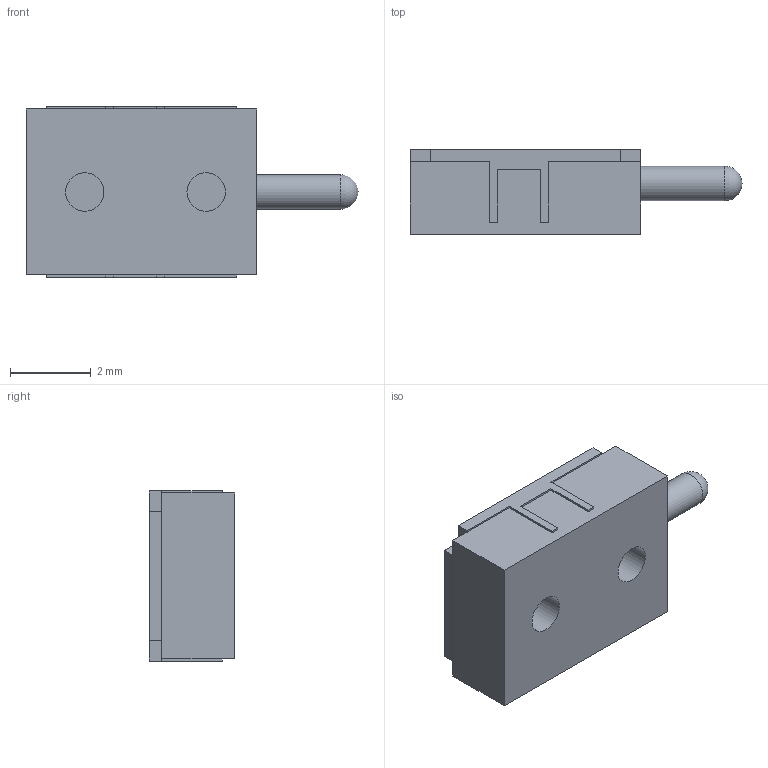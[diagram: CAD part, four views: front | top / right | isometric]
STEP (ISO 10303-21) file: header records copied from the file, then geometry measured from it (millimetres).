
FILE_DESCRIPTION(/* description */ (''),/* implementation_level */ '2;1');
FILE_NAME(/* name */ 'B4_DepSW v3.step',/* time_stamp */ '2021-05-20T07:26:56+09:00',/* author */ (''),/* organization */ (''),/* preprocessor_version */ 'ST-DEVELOPER v18.1',/* originating_system */ 'Autodesk Translation Framework v10.6.0.1341',/* authorisation */ '');
FILE_SCHEMA (('AUTOMOTIVE_DESIGN { 1 0 10303 214 3 1 1 }'));
Length unit declared in the file: millimetre
Products named in the file (3): B4_DepSW; DS_switch; DS_brace
Assembly tree (2 placements, depth 2):
  B4_DepSW
    DS_switch
    DS_brace
Bounding box: 8.2 x 2.1 x 4.2 mm (x, y, z)
Volume: 47.7 mm3; surface area: 150.3 mm2
Topology: 2 solids, 2 shells, 40 faces, 108 edges, 72 vertices
Faces by surface type: plane 36, cylinder 3, sphere 1
Full cylindrical faces by diameter (mm): 0.85 x1, 0.95 x2
Entity records: 1359 total; most frequent: CARTESIAN_POINT 224, ORIENTED_EDGE 214, DIRECTION 205, EDGE_CURVE 107, LINE 99, VECTOR 99, VERTEX_POINT 72, AXIS2_PLACEMENT_3D 53
